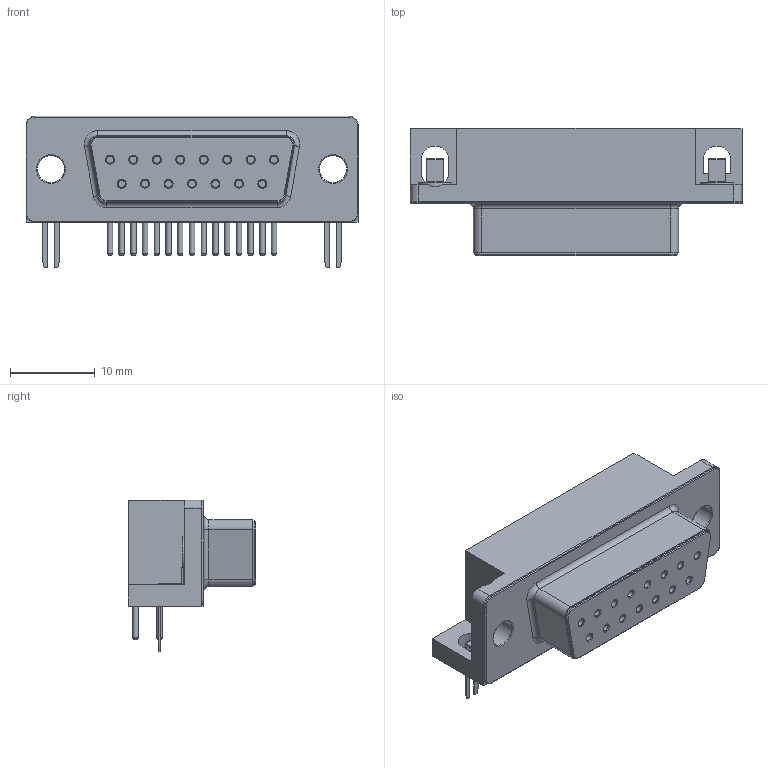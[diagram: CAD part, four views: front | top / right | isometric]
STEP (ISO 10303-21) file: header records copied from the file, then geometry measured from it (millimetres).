
FILE_DESCRIPTION(/* description */ ('model of DSUB-15_Socket_Horizontal_P2.77x2.84mm_EdgePinOffset4.94mm_Housed_MountingHolesOffset4.94mm'),/* implementation_level */ '2;1');
FILE_NAME(/* name */ 'DSUB-15_Socket_Horizontal_P2.77x2.84mm_EdgePinOffset4.94mm_Housed_MountingHolesOffset4.94mm.step',/* time_stamp */ '1970-01-01T00:00:00',/* author */ ('KiCAD','kicad'),/* organization */ ('OCCT'),/* preprocessor_version */ '',/* originating_system */ 'KiCAD',/* authorisation */ '');
FILE_SCHEMA(('AUTOMOTIVE_DESIGN { 1 0 10303 214 1 1 1 1 }'));
Length unit declared in the file: millimetre
Products named in the file (1): DSUB-15_Socket_Horizontal_P2.77x2.84mm_EdgePinOffset4.94mm_Housed_ MountingHolesOffset4.94mm
Bounding box: 39.2 x 15 x 17.9 mm (x, y, z)
Volume: 4617.8 mm3; surface area: 2981.6 mm2
Topology: 1 solids, 1 shells, 211 faces, 502 edges, 310 vertices
Faces by surface type: plane 93, cylinder 66, torus 25, cone 23, revolution 4
Full cylindrical faces by diameter (mm): 0.64 x15, 0.853 x15, 3.2 x2, 4 x2
Entity records: 4975 total; most frequent: CARTESIAN_POINT 1140, ORIENTED_EDGE 794, EDGE_CURVE 502, AXIS2_PLACEMENT_3D 381, VERTEX_POINT 310, LINE 277, FACE_BOUND 266, EDGE_LOOP 266
